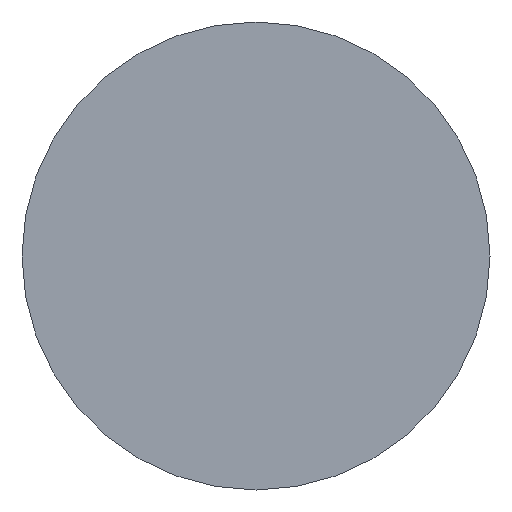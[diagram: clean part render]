
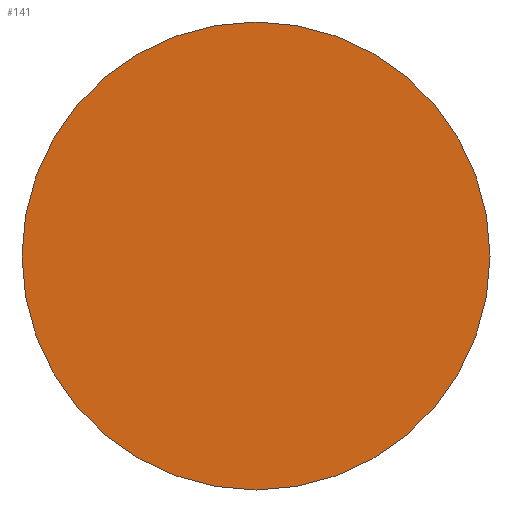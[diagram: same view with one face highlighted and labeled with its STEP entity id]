
A CAD part, left-side view. The second image highlights one B-rep face of the part: STEP entity #141.
In plain terms, the highlighted planar face has unit normal (-1, 0, 0).
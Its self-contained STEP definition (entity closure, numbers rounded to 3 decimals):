
#1 = DIRECTION ( 'NONE',  ( -1., 0., 0. ) ) ;
#9 = CIRCLE ( 'NONE', #39, 12.5 ) ;
#23 = VERTEX_POINT ( 'NONE', #115 ) ;
#24 = EDGE_CURVE ( 'NONE', #23, #183, #171, .T. ) ;
#28 = CARTESIAN_POINT ( 'NONE',  ( 57.532, 32.611, 0. ) ) ;
#39 = AXIS2_PLACEMENT_3D ( 'NONE', #28, #1, #104 ) ;
#44 = AXIS2_PLACEMENT_3D ( 'NONE', #77, #146, #60 ) ;
#48 = DIRECTION ( 'NONE',  ( 0., 0., 1. ) ) ;
#51 = FACE_OUTER_BOUND ( 'NONE', #73, .T. ) ;
#56 = CARTESIAN_POINT ( 'NONE',  ( 57.532, 32.611, -12.5 ) ) ;
#60 = DIRECTION ( 'NONE',  ( 0., 0., -1. ) ) ;
#68 = ORIENTED_EDGE ( 'NONE', *, *, #166, .T. ) ;
#72 = AXIS2_PLACEMENT_3D ( 'NONE', #133, #134, #48 ) ;
#73 = EDGE_LOOP ( 'NONE', ( #96, #68 ) ) ;
#77 = CARTESIAN_POINT ( 'NONE',  ( 57.532, 32.611, 0. ) ) ;
#96 = ORIENTED_EDGE ( 'NONE', *, *, #24, .T. ) ;
#104 = DIRECTION ( 'NONE',  ( 0., 0., 1. ) ) ;
#115 = CARTESIAN_POINT ( 'NONE',  ( 57.532, 32.611, 12.5 ) ) ;
#118 = PLANE ( 'NONE',  #44 ) ;
#133 = CARTESIAN_POINT ( 'NONE',  ( 57.532, 32.611, 0. ) ) ;
#134 = DIRECTION ( 'NONE',  ( -1., 0., 0. ) ) ;
#141 = ADVANCED_FACE ( 'NONE', ( #51 ), #118, .F. ) ;
#146 = DIRECTION ( 'NONE',  ( 1., 0., 0. ) ) ;
#166 = EDGE_CURVE ( 'NONE', #183, #23, #9, .T. ) ;
#171 = CIRCLE ( 'NONE', #72, 12.5 ) ;
#183 = VERTEX_POINT ( 'NONE', #56 ) ;
